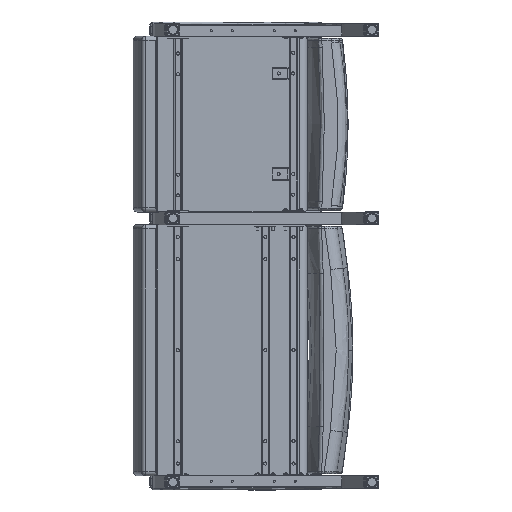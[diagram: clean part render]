
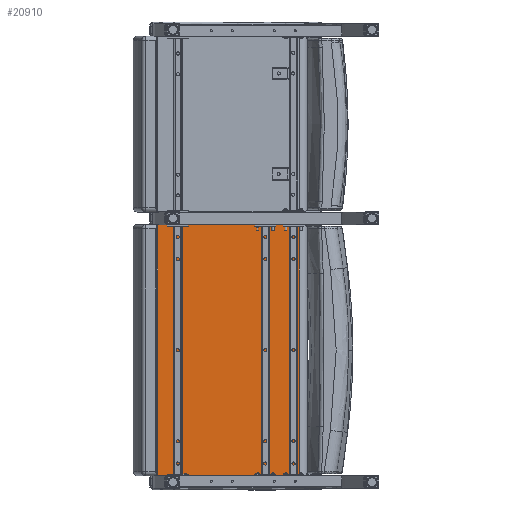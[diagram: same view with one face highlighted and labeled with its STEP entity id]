
A CAD part, front view. The second image highlights one B-rep face of the part: STEP entity #20910.
In plain terms, the highlighted planar face has unit normal (0, -1, 0).
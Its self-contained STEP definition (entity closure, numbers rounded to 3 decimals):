
#1478=PLANE('',#22738);
#2994=FACE_OUTER_BOUND('',#4485,.T.);
#4485=EDGE_LOOP('',(#14908,#14909,#14910,#14911));
#6061=LINE('',#32153,#7213);
#6077=LINE('',#32287,#7229);
#6083=LINE('',#32374,#7235);
#6084=LINE('',#32376,#7236);
#7213=VECTOR('',#25521,0.394);
#7229=VECTOR('',#25597,0.394);
#7235=VECTOR('',#25659,0.394);
#7236=VECTOR('',#25662,0.394);
#9544=VERTEX_POINT('',#32141);
#9545=VERTEX_POINT('',#32152);
#9569=VERTEX_POINT('',#32275);
#9570=VERTEX_POINT('',#32286);
#11475=EDGE_CURVE('',#9544,#9545,#6061,.T.);
#11514=EDGE_CURVE('',#9569,#9570,#6077,.T.);
#11539=EDGE_CURVE('',#9569,#9545,#6083,.T.);
#11540=EDGE_CURVE('',#9570,#9544,#6084,.T.);
#14908=ORIENTED_EDGE('',*,*,#11475,.F.);
#14909=ORIENTED_EDGE('',*,*,#11540,.F.);
#14910=ORIENTED_EDGE('',*,*,#11514,.F.);
#14911=ORIENTED_EDGE('',*,*,#11539,.T.);
#20910=ADVANCED_FACE('',(#2994),#1478,.T.);
#22738=AXIS2_PLACEMENT_3D('',#32375,#25660,#25661);
#25521=DIRECTION('',(1.,0.,0.));
#25597=DIRECTION('',(-1.,0.,0.));
#25659=DIRECTION('',(0.,0.,1.));
#25660=DIRECTION('center_axis',(0.,-1.,0.));
#25661=DIRECTION('ref_axis',(1.,0.,0.));
#25662=DIRECTION('',(0.,0.,1.));
#32141=CARTESIAN_POINT('',(-12.083,0.797,29.966));
#32152=CARTESIAN_POINT('',(4.791,0.797,29.966));
#32153=CARTESIAN_POINT('',(-9.146,0.797,29.966));
#32275=CARTESIAN_POINT('',(4.791,0.797,0.034));
#32286=CARTESIAN_POINT('',(-12.083,0.797,0.034));
#32287=CARTESIAN_POINT('',(-9.146,0.797,0.034));
#32374=CARTESIAN_POINT('',(4.791,0.797,0.));
#32375=CARTESIAN_POINT('Origin',(-12.083,0.797,0.));
#32376=CARTESIAN_POINT('',(-12.083,0.797,0.));
